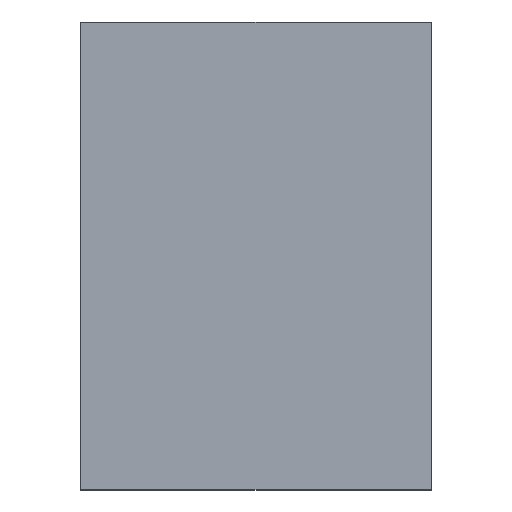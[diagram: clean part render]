
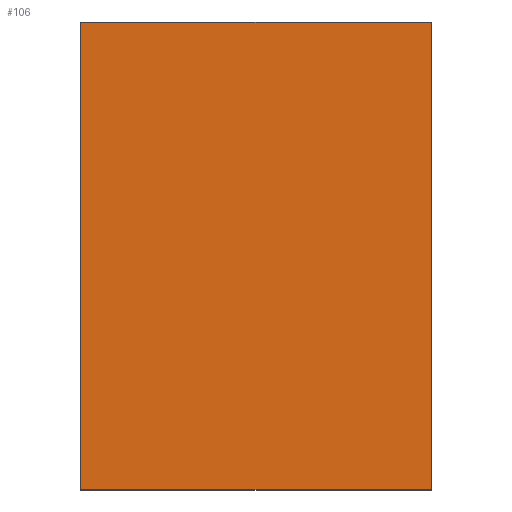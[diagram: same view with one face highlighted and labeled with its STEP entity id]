
A CAD part, top view. The second image highlights one B-rep face of the part: STEP entity #106.
In plain terms, the highlighted planar face has unit normal (0, 0, 1).
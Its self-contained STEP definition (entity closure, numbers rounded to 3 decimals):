
#20=FACE_OUTER_BOUND('',#26,.T.);
#26=EDGE_LOOP('',(#91,#92,#93,#94));
#29=LINE('',#161,#41);
#33=LINE('',#168,#45);
#37=LINE('',#176,#49);
#38=LINE('',#178,#50);
#41=VECTOR('',#133,10.);
#45=VECTOR('',#139,10.);
#49=VECTOR('',#147,10.);
#50=VECTOR('',#150,10.);
#53=VERTEX_POINT('',#158);
#54=VERTEX_POINT('',#160);
#56=VERTEX_POINT('',#166);
#58=VERTEX_POINT('',#174);
#61=EDGE_CURVE('',#54,#53,#29,.T.);
#65=EDGE_CURVE('',#53,#56,#33,.T.);
#69=EDGE_CURVE('',#56,#58,#37,.T.);
#70=EDGE_CURVE('',#58,#54,#38,.T.);
#91=ORIENTED_EDGE('',*,*,#61,.T.);
#92=ORIENTED_EDGE('',*,*,#65,.T.);
#93=ORIENTED_EDGE('',*,*,#69,.T.);
#94=ORIENTED_EDGE('',*,*,#70,.T.);
#100=PLANE('',#126);
#106=ADVANCED_FACE('',(#20),#100,.T.);
#126=AXIS2_PLACEMENT_3D('',#179,#151,#152);
#133=DIRECTION('',(0.,1.,0.));
#139=DIRECTION('',(-1.,0.,0.));
#147=DIRECTION('',(0.,-1.,0.));
#150=DIRECTION('',(1.,0.,0.));
#151=DIRECTION('center_axis',(0.,0.,1.));
#152=DIRECTION('ref_axis',(1.,0.,0.));
#158=CARTESIAN_POINT('',(6.,8.,0.9));
#160=CARTESIAN_POINT('',(6.,0.,0.9));
#161=CARTESIAN_POINT('',(6.,2.,0.9));
#166=CARTESIAN_POINT('',(0.,8.,0.9));
#168=CARTESIAN_POINT('',(8.,8.,0.9));
#174=CARTESIAN_POINT('',(0.,0.,0.9));
#176=CARTESIAN_POINT('',(0.,8.,0.9));
#178=CARTESIAN_POINT('',(0.,0.,0.9));
#179=CARTESIAN_POINT('Origin',(4.,4.,0.9));
